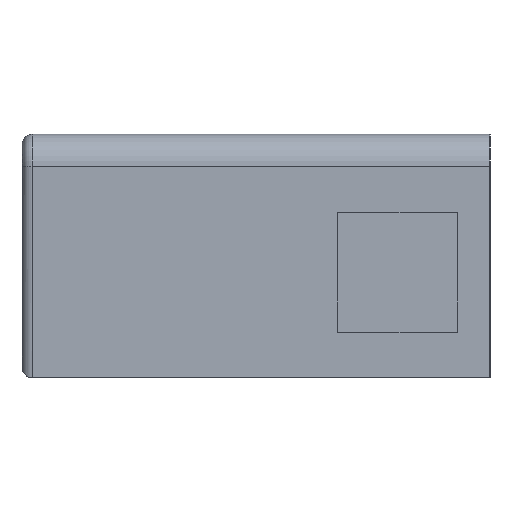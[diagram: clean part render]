
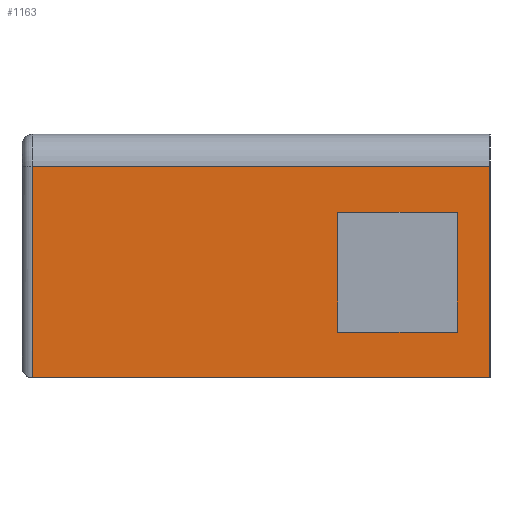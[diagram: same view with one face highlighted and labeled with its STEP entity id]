
A CAD part, left-side view. The second image highlights one B-rep face of the part: STEP entity #1163.
In plain terms, the highlighted planar face has unit normal (-1, 0, 0).
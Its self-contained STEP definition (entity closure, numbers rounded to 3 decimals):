
#14 = LINE ( 'NONE', #1195, #1720 ) ;
#32 = CARTESIAN_POINT ( 'NONE',  ( -40.65, 3., 5.5 ) ) ;
#62 = LINE ( 'NONE', #1824, #1869 ) ;
#116 = FACE_BOUND ( 'NONE', #1573, .T. ) ;
#145 = VERTEX_POINT ( 'NONE', #1622 ) ;
#156 = CARTESIAN_POINT ( 'NONE',  ( -40.65, 0., -9.7 ) ) ;
#165 = LINE ( 'NONE', #1458, #987 ) ;
#213 = EDGE_CURVE ( 'NONE', #633, #847, #629, .T. ) ;
#222 = EDGE_CURVE ( 'NONE', #2011, #1477, #165, .T. ) ;
#284 = CARTESIAN_POINT ( 'NONE',  ( -40.65, 42., -9.7 ) ) ;
#303 = EDGE_CURVE ( 'NONE', #1803, #2011, #1287, .T. ) ;
#305 = CARTESIAN_POINT ( 'NONE',  ( -40.65, 3., 9.7 ) ) ;
#373 = PLANE ( 'NONE',  #1406 ) ;
#506 = EDGE_CURVE ( 'NONE', #640, #1803, #14, .T. ) ;
#606 = DIRECTION ( 'NONE',  ( 0., 0., 1. ) ) ;
#610 = VECTOR ( 'NONE', #1476, 1000. ) ;
#629 = LINE ( 'NONE', #1486, #610 ) ;
#633 = VERTEX_POINT ( 'NONE', #1079 ) ;
#640 = VERTEX_POINT ( 'NONE', #929 ) ;
#644 = CARTESIAN_POINT ( 'NONE',  ( -40.65, 3., -5.5 ) ) ;
#652 = DIRECTION ( 'NONE',  ( 0., -1., 0. ) ) ;
#660 = EDGE_LOOP ( 'NONE', ( #1391, #1611, #1566, #709 ) ) ;
#707 = EDGE_CURVE ( 'NONE', #145, #944, #1065, .T. ) ;
#709 = ORIENTED_EDGE ( 'NONE', *, *, #1748, .T. ) ;
#834 = DIRECTION ( 'NONE',  ( 0., 1., 0. ) ) ;
#847 = VERTEX_POINT ( 'NONE', #156 ) ;
#929 = CARTESIAN_POINT ( 'NONE',  ( -40.65, 14., 5.5 ) ) ;
#944 = VERTEX_POINT ( 'NONE', #1635 ) ;
#968 = ORIENTED_EDGE ( 'NONE', *, *, #506, .F. ) ;
#987 = VECTOR ( 'NONE', #1612, 1000. ) ;
#1002 = CARTESIAN_POINT ( 'NONE',  ( -40.65, 14., -5.5 ) ) ;
#1055 = EDGE_CURVE ( 'NONE', #944, #633, #1658, .T. ) ;
#1065 = LINE ( 'NONE', #305, #1898 ) ;
#1079 = CARTESIAN_POINT ( 'NONE',  ( -40.65, 42., -9.7 ) ) ;
#1088 = CARTESIAN_POINT ( 'NONE',  ( -40.65, 0., -9.7 ) ) ;
#1125 = DIRECTION ( 'NONE',  ( 0., 1., 0. ) ) ;
#1148 = ORIENTED_EDGE ( 'NONE', *, *, #1874, .F. ) ;
#1162 = ORIENTED_EDGE ( 'NONE', *, *, #222, .F. ) ;
#1163 = ADVANCED_FACE ( 'NONE', ( #116, #1817 ), #373, .F. ) ;
#1195 = CARTESIAN_POINT ( 'NONE',  ( -40.65, 14., -5.5 ) ) ;
#1206 = DIRECTION ( 'NONE',  ( 1., 0., 0. ) ) ;
#1287 = LINE ( 'NONE', #644, #1742 ) ;
#1337 = CARTESIAN_POINT ( 'NONE',  ( -40.65, 3., -5.5 ) ) ;
#1342 = CARTESIAN_POINT ( 'NONE',  ( -40.65, 3., -9.7 ) ) ;
#1391 = ORIENTED_EDGE ( 'NONE', *, *, #707, .T. ) ;
#1406 = AXIS2_PLACEMENT_3D ( 'NONE', #1342, #1206, #1860 ) ;
#1419 = VECTOR ( 'NONE', #1934, 1000. ) ;
#1458 = CARTESIAN_POINT ( 'NONE',  ( -40.65, 3., -5.5 ) ) ;
#1476 = DIRECTION ( 'NONE',  ( 0., -1., 0. ) ) ;
#1477 = VERTEX_POINT ( 'NONE', #32 ) ;
#1486 = CARTESIAN_POINT ( 'NONE',  ( -40.65, 3., -9.7 ) ) ;
#1519 = DIRECTION ( 'NONE',  ( 0., 0., -1. ) ) ;
#1566 = ORIENTED_EDGE ( 'NONE', *, *, #213, .T. ) ;
#1573 = EDGE_LOOP ( 'NONE', ( #1148, #1162, #1854, #968 ) ) ;
#1611 = ORIENTED_EDGE ( 'NONE', *, *, #1055, .T. ) ;
#1612 = DIRECTION ( 'NONE',  ( 0., 0., 1. ) ) ;
#1622 = CARTESIAN_POINT ( 'NONE',  ( -40.65, 0., 9.7 ) ) ;
#1635 = CARTESIAN_POINT ( 'NONE',  ( -40.65, 42., 9.7 ) ) ;
#1658 = LINE ( 'NONE', #284, #1419 ) ;
#1684 = VECTOR ( 'NONE', #606, 1000. ) ;
#1720 = VECTOR ( 'NONE', #1519, 1000. ) ;
#1742 = VECTOR ( 'NONE', #652, 1000. ) ;
#1748 = EDGE_CURVE ( 'NONE', #847, #145, #1784, .T. ) ;
#1784 = LINE ( 'NONE', #1088, #1684 ) ;
#1803 = VERTEX_POINT ( 'NONE', #1002 ) ;
#1817 = FACE_OUTER_BOUND ( 'NONE', #660, .T. ) ;
#1824 = CARTESIAN_POINT ( 'NONE',  ( -40.65, 3., 5.5 ) ) ;
#1854 = ORIENTED_EDGE ( 'NONE', *, *, #303, .F. ) ;
#1860 = DIRECTION ( 'NONE',  ( 0., 0., -1. ) ) ;
#1869 = VECTOR ( 'NONE', #834, 1000. ) ;
#1874 = EDGE_CURVE ( 'NONE', #1477, #640, #62, .T. ) ;
#1898 = VECTOR ( 'NONE', #1125, 1000. ) ;
#1934 = DIRECTION ( 'NONE',  ( 0., 0., -1. ) ) ;
#2011 = VERTEX_POINT ( 'NONE', #1337 ) ;
